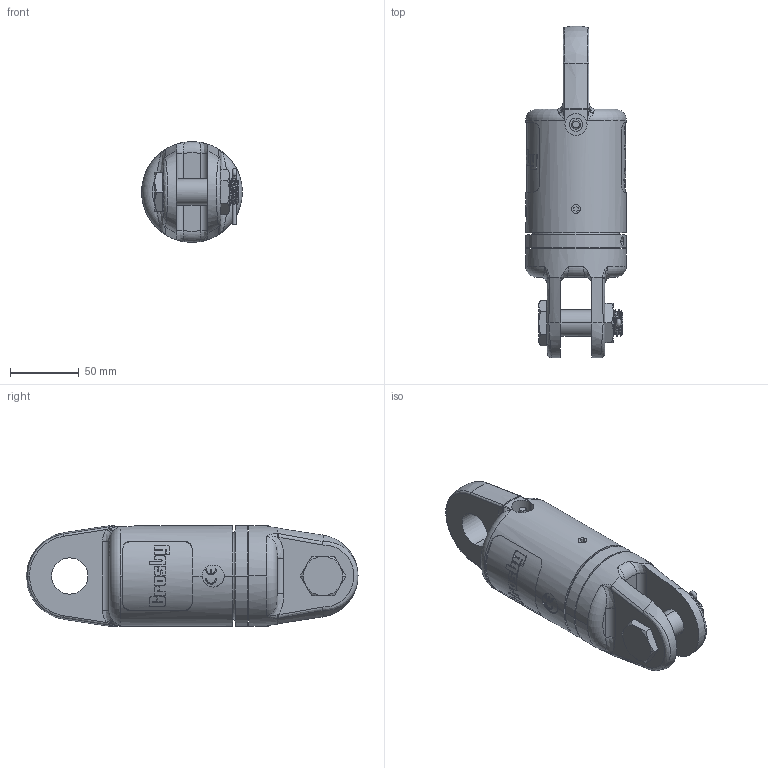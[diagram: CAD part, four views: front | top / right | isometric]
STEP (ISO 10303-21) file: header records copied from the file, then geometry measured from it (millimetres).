
FILE_DESCRIPTION((''),'2;1');
FILE_NAME('CROSBY_SWIVEL_03-S-4_0297048','2008-04-01T',('adoughty'),('The Crosby Group, Inc.'),'PRO/ENGINEER BY PARAMETRIC TECHNOLOGY CORPORATION, 2006080','PRO/ENGINEER BY PARAMETRIC TECHNOLOGY CORPORATION, 2006080','');
FILE_SCHEMA(('CONFIG_CONTROL_DESIGN'));
Length unit declared in the file: inch
Products named in the file (1): CROSBY_SWIVEL_03-S-4_0297048
Bounding box: 73.03 x 241.02 x 73.03 mm (x, y, z)
Volume: 500900.9 mm3; surface area: 106913.1 mm2
Topology: 2 solids, 2 shells, 694 faces, 1873 edges, 1213 vertices
Faces by surface type: plane 372, cylinder 137, bspline 93, extrusion 36, torus 29, cone 23, sphere 4
Entity records: 36600 total; most frequent: CARTESIAN_POINT 20484, ORIENTED_EDGE 3738, DIRECTION 2751, EDGE_CURVE 1869, VERTEX_POINT 1213, AXIS2_PLACEMENT_3D 989, VECTOR 773, EDGE_LOOP 746
